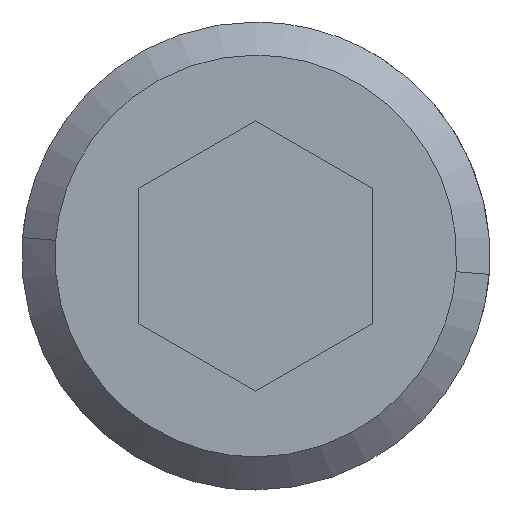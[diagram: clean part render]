
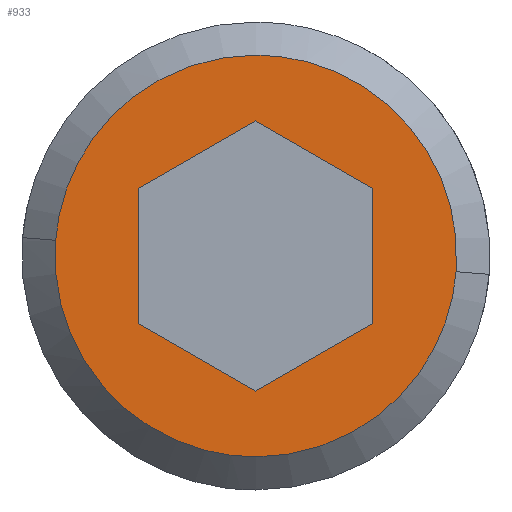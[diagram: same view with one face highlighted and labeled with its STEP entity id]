
A CAD part, front view. The second image highlights one B-rep face of the part: STEP entity #933.
In plain terms, the highlighted free-form (B-spline) face has degree [1, 1] with [2, 2] control points.
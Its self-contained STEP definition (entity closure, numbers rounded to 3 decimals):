
#269=CARTESIAN_POINT('',(5.134,-29.25,-0.404));
#270=VERTEX_POINT('',#269);
#276=CARTESIAN_POINT('',(0.0,-29.25,-5.15));
#277=VERTEX_POINT('',#276);
#278=CARTESIAN_POINT('',(0.0,-29.25,-5.15));
#279=CARTESIAN_POINT('',(4.761,-29.25,-5.15));
#280=CARTESIAN_POINT('',(5.134,-29.25,-0.404));
#288=(BOUNDED_CURVE()B_SPLINE_CURVE(2,(#278,#279,#280),.UNSPECIFIED.,.F.,.U.)B_SPLINE_CURVE_WITH_KNOTS((3,3),(0.0,0.236),.UNSPECIFIED.)CURVE()GEOMETRIC_REPRESENTATION_ITEM()RATIONAL_B_SPLINE_CURVE((1.0,0.723,0.97))REPRESENTATION_ITEM(''));
#289=EDGE_CURVE('',#277,#270,#288,.T.);
#291=CARTESIAN_POINT('',(-5.134,-29.25,0.404));
#292=VERTEX_POINT('',#291);
#293=CARTESIAN_POINT('',(-5.134,-29.25,0.404));
#294=CARTESIAN_POINT('',(-5.15,-29.25,0.202));
#295=CARTESIAN_POINT('',(-5.15,-29.25,0.));
#296=CARTESIAN_POINT('',(-5.15,-29.25,-5.15));
#297=CARTESIAN_POINT('',(0.0,-29.25,-5.15));
#305=(BOUNDED_CURVE()B_SPLINE_CURVE(2,(#293,#294,#295,#296,#297),.UNSPECIFIED.,.F.,.U.)B_SPLINE_CURVE_WITH_KNOTS((3,2,3),(0.736,0.75,1.0),.UNSPECIFIED.)CURVE()GEOMETRIC_REPRESENTATION_ITEM()RATIONAL_B_SPLINE_CURVE((0.97,0.984,1.0,0.707,1.0))REPRESENTATION_ITEM(''));
#306=EDGE_CURVE('',#292,#277,#305,.T.);
#412=CARTESIAN_POINT('',(0.0,-29.25,5.15));
#413=VERTEX_POINT('',#412);
#414=CARTESIAN_POINT('',(0.0,-29.25,5.15));
#415=CARTESIAN_POINT('',(-4.761,-29.25,5.15));
#416=CARTESIAN_POINT('',(-5.134,-29.25,0.404));
#424=(BOUNDED_CURVE()B_SPLINE_CURVE(2,(#414,#415,#416),.UNSPECIFIED.,.F.,.U.)B_SPLINE_CURVE_WITH_KNOTS((3,3),(0.5,0.736),.UNSPECIFIED.)CURVE()GEOMETRIC_REPRESENTATION_ITEM()RATIONAL_B_SPLINE_CURVE((1.0,0.723,0.97))REPRESENTATION_ITEM(''));
#425=EDGE_CURVE('',#413,#292,#424,.T.);
#427=CARTESIAN_POINT('',(5.134,-29.25,-0.404));
#428=CARTESIAN_POINT('',(5.15,-29.25,-0.202));
#429=CARTESIAN_POINT('',(5.15,-29.25,0.));
#430=CARTESIAN_POINT('',(5.15,-29.25,5.15));
#431=CARTESIAN_POINT('',(0.0,-29.25,5.15));
#439=(BOUNDED_CURVE()B_SPLINE_CURVE(2,(#427,#428,#429,#430,#431),.UNSPECIFIED.,.F.,.U.)B_SPLINE_CURVE_WITH_KNOTS((3,2,3),(0.236,0.25,0.5),.UNSPECIFIED.)CURVE()GEOMETRIC_REPRESENTATION_ITEM()RATIONAL_B_SPLINE_CURVE((0.97,0.984,1.0,0.707,1.0))REPRESENTATION_ITEM(''));
#440=EDGE_CURVE('',#270,#413,#439,.T.);
#787=CARTESIAN_POINT('',(3.0,-29.25,1.732));
#788=VERTEX_POINT('',#787);
#789=CARTESIAN_POINT('',(0.0,-29.25,3.464));
#790=VERTEX_POINT('',#789);
#791=CARTESIAN_POINT('',(3.0,-29.25,1.732));
#792=CARTESIAN_POINT('',(0.0,-29.25,3.464));
#793=QUASI_UNIFORM_CURVE('',1,(#791,#792),.UNSPECIFIED.,.F.,.U.);
#794=EDGE_CURVE('',#788,#790,#793,.T.);
#815=CARTESIAN_POINT('',(3.0,-29.25,-1.732));
#816=VERTEX_POINT('',#815);
#817=CARTESIAN_POINT('',(3.0,-29.25,-1.732));
#818=CARTESIAN_POINT('',(3.0,-29.25,1.732));
#819=QUASI_UNIFORM_CURVE('',1,(#817,#818),.UNSPECIFIED.,.F.,.U.);
#820=EDGE_CURVE('',#816,#788,#819,.T.);
#837=CARTESIAN_POINT('',(0.0,-29.25,-3.464));
#838=VERTEX_POINT('',#837);
#839=CARTESIAN_POINT('',(0.0,-29.25,-3.464));
#840=CARTESIAN_POINT('',(3.0,-29.25,-1.732));
#841=QUASI_UNIFORM_CURVE('',1,(#839,#840),.UNSPECIFIED.,.F.,.U.);
#842=EDGE_CURVE('',#838,#816,#841,.T.);
#859=CARTESIAN_POINT('',(-3.0,-29.25,-1.732));
#860=VERTEX_POINT('',#859);
#861=CARTESIAN_POINT('',(-3.0,-29.25,-1.732));
#862=CARTESIAN_POINT('',(0.0,-29.25,-3.464));
#863=QUASI_UNIFORM_CURVE('',1,(#861,#862),.UNSPECIFIED.,.F.,.U.);
#864=EDGE_CURVE('',#860,#838,#863,.T.);
#881=CARTESIAN_POINT('',(-3.0,-29.25,1.732));
#882=VERTEX_POINT('',#881);
#883=CARTESIAN_POINT('',(-3.0,-29.25,1.732));
#884=CARTESIAN_POINT('',(-3.0,-29.25,-1.732));
#885=QUASI_UNIFORM_CURVE('',1,(#883,#884),.UNSPECIFIED.,.F.,.U.);
#886=EDGE_CURVE('',#882,#860,#885,.T.);
#903=CARTESIAN_POINT('',(0.0,-29.25,3.464));
#904=CARTESIAN_POINT('',(-3.0,-29.25,1.732));
#905=QUASI_UNIFORM_CURVE('',1,(#903,#904),.UNSPECIFIED.,.F.,.U.);
#906=EDGE_CURVE('',#790,#882,#905,.T.);
#914=CARTESIAN_POINT('',(-5.663,-29.25,-5.664));
#915=CARTESIAN_POINT('',(-5.663,-29.25,5.664));
#916=CARTESIAN_POINT('',(5.663,-29.25,-5.664));
#917=CARTESIAN_POINT('',(5.663,-29.25,5.664));
#918=B_SPLINE_SURFACE_WITH_KNOTS('',1,1,((#914,#916),(#915,#917)),.UNSPECIFIED.,.F.,.F.,.U.,(2,2),(2,2),(0.0,11.329),(0.0,11.326),.UNSPECIFIED.);
#919=ORIENTED_EDGE('',*,*,#289,.T.);
#920=ORIENTED_EDGE('',*,*,#440,.T.);
#921=ORIENTED_EDGE('',*,*,#425,.T.);
#922=ORIENTED_EDGE('',*,*,#306,.T.);
#923=EDGE_LOOP('',(#919,#920,#921,#922));
#924=FACE_OUTER_BOUND('',#923,.T.);
#925=ORIENTED_EDGE('',*,*,#886,.F.);
#926=ORIENTED_EDGE('',*,*,#906,.F.);
#927=ORIENTED_EDGE('',*,*,#794,.F.);
#928=ORIENTED_EDGE('',*,*,#820,.F.);
#929=ORIENTED_EDGE('',*,*,#842,.F.);
#930=ORIENTED_EDGE('',*,*,#864,.F.);
#931=EDGE_LOOP('',(#925,#926,#927,#928,#929,#930));
#932=FACE_BOUND('',#931,.T.);
#933=ADVANCED_FACE('',(#924,#932),#918,.F.);
